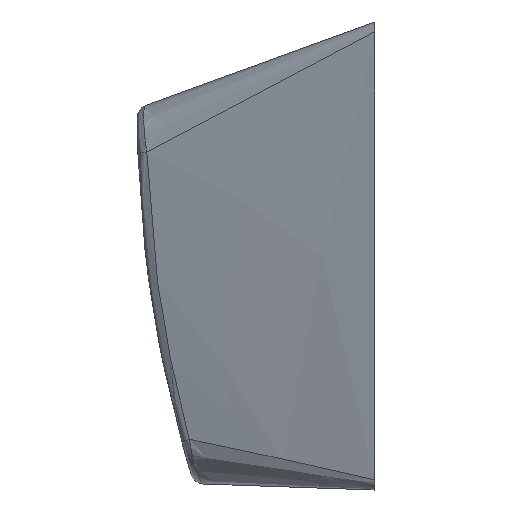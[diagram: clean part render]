
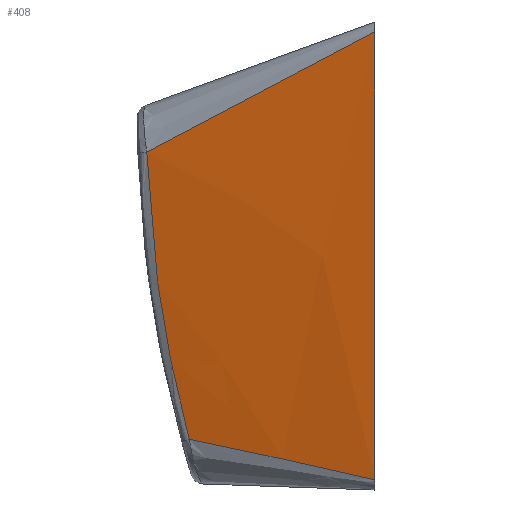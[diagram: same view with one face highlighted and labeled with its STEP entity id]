
A CAD part, left-side view. The second image highlights one B-rep face of the part: STEP entity #408.
In plain terms, the highlighted free-form (B-spline) face has degree [3, 1] with [12, 2] control points.
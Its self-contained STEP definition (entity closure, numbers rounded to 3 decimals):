
#42 = CARTESIAN_POINT ( 'NONE',  ( -12.733, 2.561, -8.075 ) ) ;
#92 = CARTESIAN_POINT ( 'NONE',  ( -11.081, 6.591, -7.209 ) ) ;
#154 = CARTESIAN_POINT ( 'NONE',  ( -13.05, 1.779, -8.988 ) ) ;
#182 = CARTESIAN_POINT ( 'NONE',  ( -13.813, 0., 9.05 ) ) ;
#198 = FACE_OUTER_BOUND ( 'NONE', #3118, .T. ) ;
#223 = CARTESIAN_POINT ( 'NONE',  ( -13.813, 0., -8.655 ) ) ;
#314 = CARTESIAN_POINT ( 'NONE',  ( -11.385, 7.271, 4.846 ) ) ;
#336 = CARTESIAN_POINT ( 'NONE',  ( -11.529, 6.849, 5.07 ) ) ;
#337 = CARTESIAN_POINT ( 'NONE',  ( -12.152, 3.961, -7.767 ) ) ;
#408 = ADVANCED_FACE ( 'NONE', ( #198 ), #4046, .F. ) ;
#412 = CARTESIAN_POINT ( 'NONE',  ( -12.942, 2.061, -8.187 ) ) ;
#434 = CARTESIAN_POINT ( 'NONE',  ( -11.685, 5.1, -7.522 ) ) ;
#503 = CARTESIAN_POINT ( 'NONE',  ( -11.054, 8.458, 5.972 ) ) ;
#531 = B_SPLINE_CURVE_WITH_KNOTS ( 'NONE', 3,
 ( #4571, #1392, #4550, #962, #3511, #2381, #4182, #678, #1002, #4162, #336, #3533, #314, #2725, #1331, #1023, #3125, #2093, #1745, #1769, #2426, #1726, #657 ),
 .UNSPECIFIED., .F., .F.,
 ( 4, 2, 2, 2, 2, 2, 1, 2, 2, 2, 2, 4 ),
 ( 0., 0.481, 0.602, 0.722, 0.737, 0.752, 0.782, 0.842, 0.872, 0.902, 0.932, 0.963 ),
 .UNSPECIFIED. ) ;
#570 = CARTESIAN_POINT ( 'NONE',  ( -10.846, 7.179, -7.089 ) ) ;
#574 = CARTESIAN_POINT ( 'NONE',  ( -9.928, 9.063, -8.734 ) ) ;
#657 = CARTESIAN_POINT ( 'NONE',  ( -10.851, 8.824, 4.013 ) ) ;
#678 = CARTESIAN_POINT ( 'NONE',  ( -11.59, 6.67, 5.166 ) ) ;
#700 = CARTESIAN_POINT ( 'NONE',  ( -11.32, 5.999, -7.332 ) ) ;
#724 = CARTESIAN_POINT ( 'NONE',  ( -13.813, 0., -8.655 ) ) ;
#883 = CARTESIAN_POINT ( 'NONE',  ( -10.58, 9.912, 5.442 ) ) ;
#906 = CARTESIAN_POINT ( 'NONE',  ( -13.812, 0., -9.05 ) ) ;
#962 = CARTESIAN_POINT ( 'NONE',  ( -12.225, 4.79, 6.162 ) ) ;
#1002 = CARTESIAN_POINT ( 'NONE',  ( -11.574, 6.715, 5.142 ) ) ;
#1023 = CARTESIAN_POINT ( 'NONE',  ( -11.167, 7.907, 4.505 ) ) ;
#1222 = EDGE_CURVE ( 'NONE', #3218, #2257, #1325, .T. ) ;
#1325 = LINE ( 'NONE', #182, #1858 ) ;
#1331 = CARTESIAN_POINT ( 'NONE',  ( -11.198, 7.818, 4.553 ) ) ;
#1392 = CARTESIAN_POINT ( 'NONE',  ( -13.351, 1.406, 7.938 ) ) ;
#1400 = ORIENTED_EDGE ( 'NONE', *, *, #2975, .T. ) ;
#1444 = CARTESIAN_POINT ( 'NONE',  ( -13.037, 1.834, -8.238 ) ) ;
#1469 = CARTESIAN_POINT ( 'NONE',  ( -13.269, 1.281, -8.362 ) ) ;
#1519 = CARTESIAN_POINT ( 'NONE',  ( -13.024, 1.864, -8.231 ) ) ;
#1579 = ORIENTED_EDGE ( 'NONE', *, *, #4374, .T. ) ;
#1623 = CARTESIAN_POINT ( 'NONE',  ( -10.723, 8.049, -3.443 ) ) ;
#1650 = CARTESIAN_POINT ( 'NONE',  ( -10.725, 7.205, -8.798 ) ) ;
#1726 = CARTESIAN_POINT ( 'NONE',  ( -10.883, 8.731, 4.063 ) ) ;
#1745 = CARTESIAN_POINT ( 'NONE',  ( -11.013, 8.355, 4.265 ) ) ;
#1769 = CARTESIAN_POINT ( 'NONE',  ( -10.981, 8.448, 4.215 ) ) ;
#1793 = CARTESIAN_POINT ( 'NONE',  ( -13.52, 0.686, -8.497 ) ) ;
#1822 = CARTESIAN_POINT ( 'NONE',  ( -11.808, 4.799, -7.587 ) ) ;
#1841 = CARTESIAN_POINT ( 'NONE',  ( -13.813, 0., 8.668 ) ) ;
#1858 = VECTOR ( 'NONE', #2743, 1000. ) ;
#1870 = CARTESIAN_POINT ( 'NONE',  ( -11.995, 4.343, -7.685 ) ) ;
#1954 = CARTESIAN_POINT ( 'NONE',  ( -9.926, 11.92, 4.712 ) ) ;
#1977 = CARTESIAN_POINT ( 'NONE',  ( -13.075, 2.261, 8.227 ) ) ;
#2093 = CARTESIAN_POINT ( 'NONE',  ( -11.076, 8.173, 4.363 ) ) ;
#2115 = CARTESIAN_POINT ( 'NONE',  ( -12.058, 4.191, -7.718 ) ) ;
#2166 = CARTESIAN_POINT ( 'NONE',  ( -12.184, 3.884, -7.784 ) ) ;
#2187 = B_SPLINE_CURVE_WITH_KNOTS ( 'NONE', 3,
 ( #2760, #3387, #2708, #1623, #4123, #570 ),
 .UNSPECIFIED., .F., .F.,
 ( 4, 2, 4 ),
 ( 0., 0.006, 0.011 ),
 .UNSPECIFIED. ) ;
#2190 = CARTESIAN_POINT ( 'NONE',  ( -12.247, 3.73, -7.818 ) ) ;
#2257 = VERTEX_POINT ( 'NONE', #1841 ) ;
#2259 = CARTESIAN_POINT ( 'NONE',  ( -11.575, 5.221, -8.868 ) ) ;
#2304 = CARTESIAN_POINT ( 'NONE',  ( -10.008, 11.668, 4.803 ) ) ;
#2328 = CARTESIAN_POINT ( 'NONE',  ( -12.312, 3.5, -8.928 ) ) ;
#2348 = CARTESIAN_POINT ( 'NONE',  ( -10.233, 8.352, -8.758 ) ) ;
#2381 = CARTESIAN_POINT ( 'NONE',  ( -11.852, 5.896, 5.577 ) ) ;
#2384 = ORIENTED_EDGE ( 'NONE', *, *, #3376, .T. ) ;
#2426 = CARTESIAN_POINT ( 'NONE',  ( -10.915, 8.639, 4.113 ) ) ;
#2483 = CARTESIAN_POINT ( 'NONE',  ( -10.851, 8.824, 4.013 ) ) ;
#2620 = CARTESIAN_POINT ( 'NONE',  ( -13.554, 0.604, -9.029 ) ) ;
#2639 = CARTESIAN_POINT ( 'NONE',  ( -13.571, 0.742, 8.78 ) ) ;
#2668 = CARTESIAN_POINT ( 'NONE',  ( -10.731, 9.451, 5.61 ) ) ;
#2708 = CARTESIAN_POINT ( 'NONE',  ( -10.735, 8.599, 0.272 ) ) ;
#2725 = CARTESIAN_POINT ( 'NONE',  ( -11.291, 7.546, 4.699 ) ) ;
#2743 = DIRECTION ( 'NONE',  ( 0., 0., 1. ) ) ;
#2760 = CARTESIAN_POINT ( 'NONE',  ( -10.851, 8.824, 4.013 ) ) ;
#2837 = CARTESIAN_POINT ( 'NONE',  ( -12.545, 3.012, -7.975 ) ) ;
#2907 = CARTESIAN_POINT ( 'NONE',  ( -12.423, 3.305, -7.911 ) ) ;
#2975 = EDGE_CURVE ( 'NONE', #4041, #3218, #3424, .T. ) ;
#3044 = CARTESIAN_POINT ( 'NONE',  ( -10.538, 7.64, -8.783 ) ) ;
#3065 = CARTESIAN_POINT ( 'NONE',  ( -9.654, 9.703, -8.711 ) ) ;
#3118 = EDGE_LOOP ( 'NONE', ( #2384, #1579, #1400, #4377 ) ) ;
#3125 = CARTESIAN_POINT ( 'NONE',  ( -11.106, 8.086, 4.41 ) ) ;
#3218 = VERTEX_POINT ( 'NONE', #223 ) ;
#3233 = CARTESIAN_POINT ( 'NONE',  ( -12.276, 3.661, -7.833 ) ) ;
#3278 = CARTESIAN_POINT ( 'NONE',  ( -12.893, 2.177, -8.161 ) ) ;
#3319 = CARTESIAN_POINT ( 'NONE',  ( -10.369, 10.56, 5.207 ) ) ;
#3369 = CARTESIAN_POINT ( 'NONE',  ( -13.813, 0., 9.05 ) ) ;
#3376 = EDGE_CURVE ( 'NONE', #2257, #4125, #531, .T. ) ;
#3387 = CARTESIAN_POINT ( 'NONE',  ( -10.78, 8.764, 2.138 ) ) ;
#3392 = CARTESIAN_POINT ( 'NONE',  ( -9.742, 9.499, -8.718 ) ) ;
#3424 = B_SPLINE_CURVE_WITH_KNOTS ( 'NONE', 3,
 ( #3630, #92, #700, #434, #1822, #1870, #2115, #337, #2166, #2190, #3233, #2907, #2837, #42, #3584, #3278, #412, #4249, #1519, #1444, #1469, #1793, #724 ),
 .UNSPECIFIED., .F., .F.,
 ( 4, 2, 2, 2, 2, 2, 2, 2, 1, 2, 2, 4 ),
 ( 0.045, 0.284, 0.403, 0.463, 0.493, 0.523, 0.642, 0.702, 0.732, 0.746, 0.761, 1. ),
 .UNSPECIFIED. ) ;
#3511 = CARTESIAN_POINT ( 'NONE',  ( -12.101, 5.159, 5.967 ) ) ;
#3533 = CARTESIAN_POINT ( 'NONE',  ( -11.481, 6.99, 4.995 ) ) ;
#3584 = CARTESIAN_POINT ( 'NONE',  ( -12.796, 2.409, -8.109 ) ) ;
#3630 = CARTESIAN_POINT ( 'NONE',  ( -10.846, 7.179, -7.089 ) ) ;
#3733 = CARTESIAN_POINT ( 'NONE',  ( -10.158, 11.208, 4.971 ) ) ;
#4041 = VERTEX_POINT ( 'NONE', #4522 ) ;
#4046 = B_SPLINE_SURFACE_WITH_KNOTS ( 'NONE', 3, 1, ( 
 ( #906, #3369 ),
 ( #2620, #2639 ),
 ( #154, #1977 ),
 ( #2328, #4429 ),
 ( #2259, #4064 ),
 ( #4087, #503 ),
 ( #1650, #2668 ),
 ( #3044, #883 ),
 ( #2348, #3319 ),
 ( #574, #3733 ),
 ( #3392, #2304 ),
 ( #3065, #1954 ) ),
 .UNSPECIFIED., .F., .F., .F.,
 ( 4, 1, 1, 1, 2, 1, 1, 1, 4 ),
 ( 2, 2 ),
 ( 0., 0.187, 0.373, 0.56, 0.747, 0.81, 0.873, 0.937, 1. ),
 ( 0., 1. ),
 .UNSPECIFIED. ) ;
#4064 = CARTESIAN_POINT ( 'NONE',  ( -11.55, 6.939, 6.524 ) ) ;
#4087 = CARTESIAN_POINT ( 'NONE',  ( -11.071, 6.396, -8.827 ) ) ;
#4123 = CARTESIAN_POINT ( 'NONE',  ( -10.757, 7.666, -5.278 ) ) ;
#4125 = VERTEX_POINT ( 'NONE', #2483 ) ;
#4162 = CARTESIAN_POINT ( 'NONE',  ( -11.544, 6.805, 5.094 ) ) ;
#4182 = CARTESIAN_POINT ( 'NONE',  ( -11.728, 6.262, 5.383 ) ) ;
#4249 = CARTESIAN_POINT ( 'NONE',  ( -12.991, 1.943, -8.213 ) ) ;
#4374 = EDGE_CURVE ( 'NONE', #4125, #4041, #2187, .T. ) ;
#4377 = ORIENTED_EDGE ( 'NONE', *, *, #1222, .T. ) ;
#4429 = CARTESIAN_POINT ( 'NONE',  ( -12.312, 4.6, 7.376 ) ) ;
#4522 = CARTESIAN_POINT ( 'NONE',  ( -10.846, 7.179, -7.089 ) ) ;
#4550 = CARTESIAN_POINT ( 'NONE',  ( -12.857, 2.901, 7.158 ) ) ;
#4571 = CARTESIAN_POINT ( 'NONE',  ( -13.813, 0., 8.668 ) ) ;
